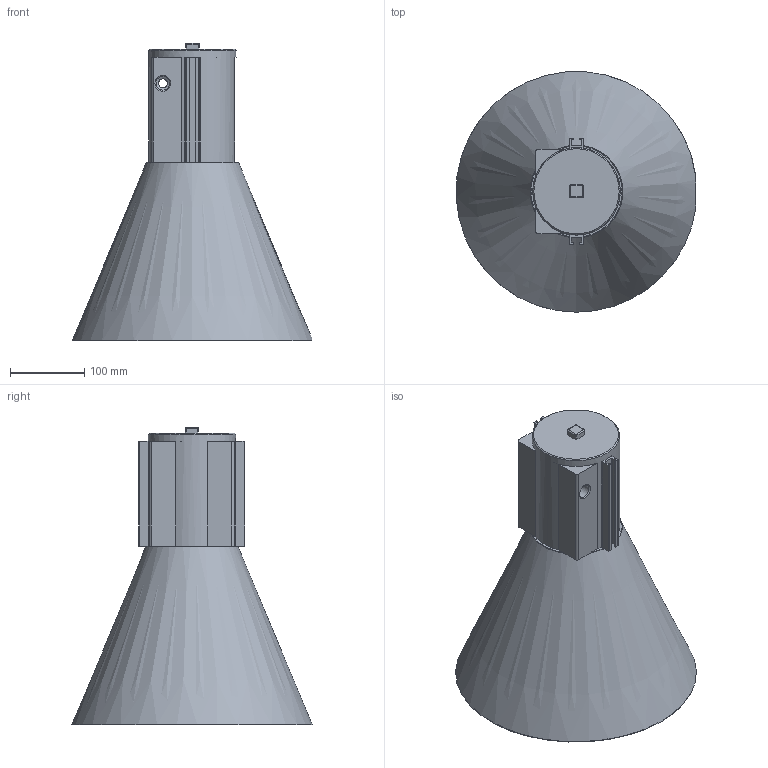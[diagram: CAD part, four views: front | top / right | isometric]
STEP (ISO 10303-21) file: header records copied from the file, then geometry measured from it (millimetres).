
FILE_DESCRIPTION(('STEP AP214'), '1');
FILE_NAME('3-ﾃﾂﾐ Exd50', '', ('UNSPECIFIED'), ('UNSPECIFIED'), 'ASCON STEP Converter 1.6', 'ASCON Math Kernel', '');
FILE_SCHEMA(('AUTOMOTIVE_DESIGN { 1 0 10303 214 3 1 1}'));
Length unit declared in the file: millimetre
Bounding box: 323.31 x 324.5 x 401.5 mm (x, y, z)
Volume: 813034.7 mm3; surface area: 650210.1 mm2
Topology: 1 solids, 1 shells, 256 faces, 725 edges, 460 vertices
Faces by surface type: plane 146, cylinder 81, cone 23, sphere 4, torus 2
Full cylindrical faces by diameter (mm): 3.459 x3, 4 x4, 4.917 x1, 10 x4, 12 x2, 18.376 x2, 50 x1, 80 x1, 100 x1, 104 x1, 107 x1, 107.8 x1, 108.376 x2, 110.5 x1, 118 x1, 125 x1
Entity records: 10951 total; most frequent: CARTESIAN_POINT 2223, DIRECTION 1445, ORIENTED_EDGE 1332, EDGE_CURVE 666, AXIS2_PLACEMENT_3D 552, VERTEX_POINT 457, LINE 341, VECTOR 341
